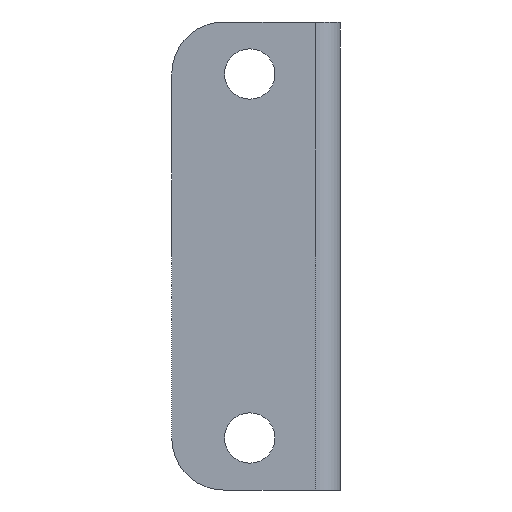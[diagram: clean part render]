
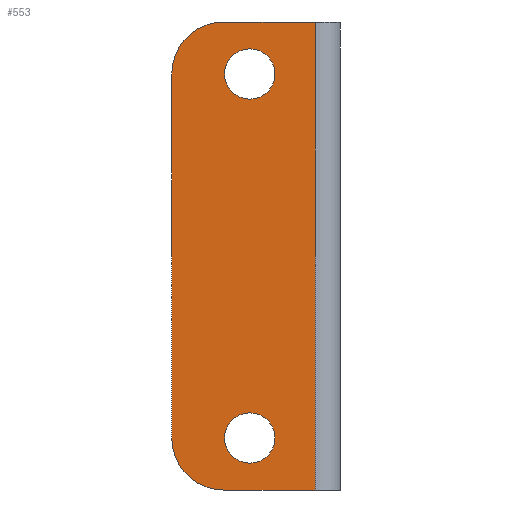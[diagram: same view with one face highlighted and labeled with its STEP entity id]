
A CAD part, left-side view. The second image highlights one B-rep face of the part: STEP entity #553.
In plain terms, the highlighted planar face has unit normal (-1, 0, 0).
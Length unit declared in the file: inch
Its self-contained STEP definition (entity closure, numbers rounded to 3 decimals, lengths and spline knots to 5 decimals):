
#2 = DIRECTION ( 'NONE',  ( -1., 0., 0. ) ) ;
#4 = VERTEX_POINT ( 'NONE', #192 ) ;
#18 = ORIENTED_EDGE ( 'NONE', *, *, #639, .T. ) ;
#19 = CARTESIAN_POINT ( 'NONE',  ( -0.1196, 0.75, 0.5 ) ) ;
#28 = ORIENTED_EDGE ( 'NONE', *, *, #1126, .T. ) ;
#40 = ORIENTED_EDGE ( 'NONE', *, *, #789, .T. ) ;
#42 = CARTESIAN_POINT ( 'NONE',  ( -0.1196, 0., 4.5 ) ) ;
#50 = CARTESIAN_POINT ( 'NONE',  ( -0.1196, 1., 4. ) ) ;
#77 = VERTEX_POINT ( 'NONE', #552 ) ;
#85 = DIRECTION ( 'NONE',  ( -1., 0., 0. ) ) ;
#94 = LINE ( 'NONE', #454, #819 ) ;
#114 = EDGE_CURVE ( 'NONE', #512, #203, #94, .T. ) ;
#116 = CIRCLE ( 'NONE', #770, 0.24219 ) ;
#121 = EDGE_CURVE ( 'NONE', #421, #653, #389, .T. ) ;
#126 = FACE_BOUND ( 'NONE', #313, .T. ) ;
#143 = CARTESIAN_POINT ( 'NONE',  ( -0.1196, 0., 0. ) ) ;
#166 = DIRECTION ( 'NONE',  ( 0., 0., -1. ) ) ;
#183 = EDGE_LOOP ( 'NONE', ( #18, #40, #1092, #922, #269, #28 ) ) ;
#192 = CARTESIAN_POINT ( 'NONE',  ( -0.1196, 1.5, 4. ) ) ;
#197 = DIRECTION ( 'NONE',  ( 0., 0., -1. ) ) ;
#203 = VERTEX_POINT ( 'NONE', #689 ) ;
#269 = ORIENTED_EDGE ( 'NONE', *, *, #924, .F. ) ;
#302 = CIRCLE ( 'NONE', #736, 0.5 ) ;
#306 = CARTESIAN_POINT ( 'NONE',  ( -0.1196, 0.75, 0.74219 ) ) ;
#307 = EDGE_CURVE ( 'NONE', #880, #953, #751, .T. ) ;
#313 = EDGE_LOOP ( 'NONE', ( #897, #1147 ) ) ;
#314 = DIRECTION ( 'NONE',  ( -1., 0., 0. ) ) ;
#340 = AXIS2_PLACEMENT_3D ( 'NONE', #1043, #1033, #686 ) ;
#369 = CARTESIAN_POINT ( 'NONE',  ( -0.1196, 0.75, 4. ) ) ;
#385 = CARTESIAN_POINT ( 'NONE',  ( -0.1196, 0., 4.5 ) ) ;
#386 = CARTESIAN_POINT ( 'NONE',  ( -0.1196, 0.12, 4.5 ) ) ;
#389 = CIRCLE ( 'NONE', #896, 0.24219 ) ;
#393 = FACE_BOUND ( 'NONE', #504, .T. ) ;
#413 = VECTOR ( 'NONE', #593, 39.37008 ) ;
#415 = VECTOR ( 'NONE', #468, 39.37008 ) ;
#417 = LINE ( 'NONE', #143, #965 ) ;
#421 = VERTEX_POINT ( 'NONE', #306 ) ;
#433 = AXIS2_PLACEMENT_3D ( 'NONE', #42, #858, #1120 ) ;
#450 = VERTEX_POINT ( 'NONE', #655 ) ;
#454 = CARTESIAN_POINT ( 'NONE',  ( -0.1196, 0.12, 4.5 ) ) ;
#461 = CARTESIAN_POINT ( 'NONE',  ( -0.1196, 0.75, 0.5 ) ) ;
#468 = DIRECTION ( 'NONE',  ( 0., -1., 0. ) ) ;
#479 = DIRECTION ( 'NONE',  ( -1., 0., 0. ) ) ;
#484 = LINE ( 'NONE', #385, #415 ) ;
#485 = FACE_OUTER_BOUND ( 'NONE', #183, .T. ) ;
#491 = CARTESIAN_POINT ( 'NONE',  ( -0.1196, 1.5, 4.5 ) ) ;
#504 = EDGE_LOOP ( 'NONE', ( #586, #614 ) ) ;
#512 = VERTEX_POINT ( 'NONE', #386 ) ;
#552 = CARTESIAN_POINT ( 'NONE',  ( -0.1196, 1., 4.5 ) ) ;
#553 = ADVANCED_FACE ( 'NONE', ( #393, #126, #485 ), #847, .F. ) ;
#586 = ORIENTED_EDGE ( 'NONE', *, *, #307, .F. ) ;
#593 = DIRECTION ( 'NONE',  ( 0., 0., -1. ) ) ;
#614 = ORIENTED_EDGE ( 'NONE', *, *, #1108, .F. ) ;
#635 = DIRECTION ( 'NONE',  ( 0., 0., -1. ) ) ;
#639 = EDGE_CURVE ( 'NONE', #4, #450, #1039, .T. ) ;
#653 = VERTEX_POINT ( 'NONE', #946 ) ;
#654 = DIRECTION ( 'NONE',  ( 0., 0., -1. ) ) ;
#655 = CARTESIAN_POINT ( 'NONE',  ( -0.1196, 1.5, 0.5 ) ) ;
#686 = DIRECTION ( 'NONE',  ( 0., 0., -1. ) ) ;
#689 = CARTESIAN_POINT ( 'NONE',  ( -0.1196, 0.12, 0. ) ) ;
#725 = CARTESIAN_POINT ( 'NONE',  ( -0.1196, 0.75, 4.24219 ) ) ;
#736 = AXIS2_PLACEMENT_3D ( 'NONE', #50, #314, #1050 ) ;
#751 = CIRCLE ( 'NONE', #768, 0.24219 ) ;
#768 = AXIS2_PLACEMENT_3D ( 'NONE', #369, #790, #1151 ) ;
#770 = AXIS2_PLACEMENT_3D ( 'NONE', #19, #479, #654 ) ;
#789 = EDGE_CURVE ( 'NONE', #450, #811, #1129, .T. ) ;
#790 = DIRECTION ( 'NONE',  ( -1., 0., 0. ) ) ;
#811 = VERTEX_POINT ( 'NONE', #1150 ) ;
#819 = VECTOR ( 'NONE', #197, 39.37008 ) ;
#838 = CARTESIAN_POINT ( 'NONE',  ( -0.1196, 0.75, 3.75781 ) ) ;
#847 = PLANE ( 'NONE',  #433 ) ;
#858 = DIRECTION ( 'NONE',  ( 1., 0., 0. ) ) ;
#880 = VERTEX_POINT ( 'NONE', #838 ) ;
#881 = CARTESIAN_POINT ( 'NONE',  ( -0.1196, 1., 0.5 ) ) ;
#896 = AXIS2_PLACEMENT_3D ( 'NONE', #461, #2, #635 ) ;
#897 = ORIENTED_EDGE ( 'NONE', *, *, #1010, .F. ) ;
#922 = ORIENTED_EDGE ( 'NONE', *, *, #114, .F. ) ;
#924 = EDGE_CURVE ( 'NONE', #77, #512, #484, .T. ) ;
#946 = CARTESIAN_POINT ( 'NONE',  ( -0.1196, 0.75, 0.25781 ) ) ;
#953 = VERTEX_POINT ( 'NONE', #725 ) ;
#965 = VECTOR ( 'NONE', #1119, 39.37008 ) ;
#1002 = AXIS2_PLACEMENT_3D ( 'NONE', #881, #85, #166 ) ;
#1010 = EDGE_CURVE ( 'NONE', #653, #421, #116, .T. ) ;
#1033 = DIRECTION ( 'NONE',  ( -1., 0., 0. ) ) ;
#1039 = LINE ( 'NONE', #491, #413 ) ;
#1043 = CARTESIAN_POINT ( 'NONE',  ( -0.1196, 0.75, 4. ) ) ;
#1050 = DIRECTION ( 'NONE',  ( 0., 0., -1. ) ) ;
#1060 = CIRCLE ( 'NONE', #340, 0.24219 ) ;
#1092 = ORIENTED_EDGE ( 'NONE', *, *, #1152, .T. ) ;
#1108 = EDGE_CURVE ( 'NONE', #953, #880, #1060, .T. ) ;
#1119 = DIRECTION ( 'NONE',  ( 0., -1., 0. ) ) ;
#1120 = DIRECTION ( 'NONE',  ( 0., 0., -1. ) ) ;
#1126 = EDGE_CURVE ( 'NONE', #77, #4, #302, .T. ) ;
#1129 = CIRCLE ( 'NONE', #1002, 0.5 ) ;
#1147 = ORIENTED_EDGE ( 'NONE', *, *, #121, .F. ) ;
#1150 = CARTESIAN_POINT ( 'NONE',  ( -0.1196, 1., 0. ) ) ;
#1151 = DIRECTION ( 'NONE',  ( 0., 0., -1. ) ) ;
#1152 = EDGE_CURVE ( 'NONE', #811, #203, #417, .T. ) ;
